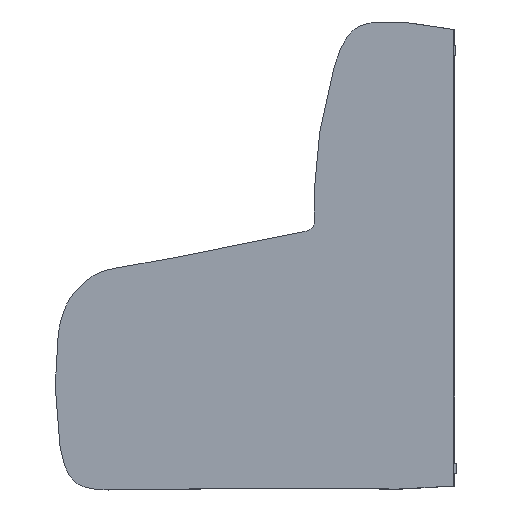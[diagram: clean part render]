
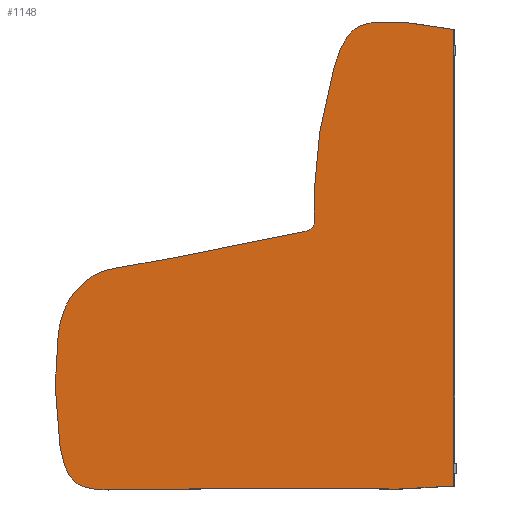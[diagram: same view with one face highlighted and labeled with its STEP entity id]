
A CAD part, left-side view. The second image highlights one B-rep face of the part: STEP entity #1148.
In plain terms, the highlighted face is planar.
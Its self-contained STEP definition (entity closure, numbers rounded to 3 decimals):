
#40=B_SPLINE_CURVE_WITH_KNOTS('',5,(#2038,#2039,#2040,#2041,#2042,#2043,
#2044,#2045,#2046,#2047,#2048,#2049,#2050,#2051,#2052,#2053,#2054,#2055,
#2056,#2057,#2058,#2059,#2060,#2061,#2062,#2063,#2064,#2065,#2066,#2067,
#2068,#2069,#2070,#2071,#2072,#2073,#2074,#2075,#2076,#2077,#2078,#2079,
#2080,#2081,#2082),.UNSPECIFIED.,.F.,.F.,(6,1,1,1,1,1,1,1,1,1,1,1,1,1,1,
1,1,1,1,1,1,1,1,1,1,1,1,1,1,1,1,1,1,1,1,1,1,1,1,1,6),(0.,0.025,0.05,0.075,
0.1,0.125,0.15,0.175,0.2,0.225,0.25,0.275,0.3,0.325,0.35,0.375,0.4,0.425,
0.45,0.475,0.5,0.525,0.55,0.575,0.6,0.625,0.65,0.675,0.7,0.725,0.75,0.775,
0.8,0.825,0.85,0.875,0.9,0.925,0.95,0.975,1.),.UNSPECIFIED.);
#179=LINE('',#2086,#291);
#291=VECTOR('',#1576,10.);
#338=PLANE('',#1257);
#418=FACE_OUTER_BOUND('',#498,.T.);
#498=EDGE_LOOP('',(#1067,#1068));
#629=VERTEX_POINT('',#2035);
#630=VERTEX_POINT('',#2037);
#773=EDGE_CURVE('',#630,#629,#40,.T.);
#776=EDGE_CURVE('',#629,#630,#179,.T.);
#1067=ORIENTED_EDGE('',*,*,#776,.T.);
#1068=ORIENTED_EDGE('',*,*,#773,.T.);
#1148=ADVANCED_FACE('',(#418),#338,.F.);
#1257=AXIS2_PLACEMENT_3D('',#2088,#1579,#1580);
#1576=DIRECTION('',(0.,0.,-1.));
#1579=DIRECTION('center_axis',(0.,1.,0.));
#1580=DIRECTION('ref_axis',(0.,0.,1.));
#2035=CARTESIAN_POINT('',(5.,0.,454.205));
#2037=CARTESIAN_POINT('',(5.,0.,10.088));
#2038=CARTESIAN_POINT('Ctrl Pts',(5.,0.,10.088));
#2039=CARTESIAN_POINT('Ctrl Pts',(6.503,0.,9.675));
#2040=CARTESIAN_POINT('Ctrl Pts',(10.911,0.,8.707));
#2041=CARTESIAN_POINT('Ctrl Pts',(21.727,0.,6.834));
#2042=CARTESIAN_POINT('Ctrl Pts',(42.847,0.,3.843));
#2043=CARTESIAN_POINT('Ctrl Pts',(71.771,0.,1.463));
#2044=CARTESIAN_POINT('Ctrl Pts',(95.034,0.,3.601));
#2045=CARTESIAN_POINT('Ctrl Pts',(108.453,0.,13.828));
#2046=CARTESIAN_POINT('Ctrl Pts',(118.685,0.,36.254));
#2047=CARTESIAN_POINT('Ctrl Pts',(127.622,0.,69.047));
#2048=CARTESIAN_POINT('Ctrl Pts',(135.118,0.,107.284));
#2049=CARTESIAN_POINT('Ctrl Pts',(139.885,0.,144.465));
#2050=CARTESIAN_POINT('Ctrl Pts',(141.103,0.,174.602));
#2051=CARTESIAN_POINT('Ctrl Pts',(139.507,0.,193.847));
#2052=CARTESIAN_POINT('Ctrl Pts',(139.234,0.,202.861));
#2053=CARTESIAN_POINT('Ctrl Pts',(147.567,0.,207.07));
#2054=CARTESIAN_POINT('Ctrl Pts',(169.198,0.,211.59));
#2055=CARTESIAN_POINT('Ctrl Pts',(202.614,0.,217.995));
#2056=CARTESIAN_POINT('Ctrl Pts',(242.681,0.,225.789));
#2057=CARTESIAN_POINT('Ctrl Pts',(282.536,0.,233.339));
#2058=CARTESIAN_POINT('Ctrl Pts',(315.901,0.,239.215));
#2059=CARTESIAN_POINT('Ctrl Pts',(338.825,0.,242.877));
#2060=CARTESIAN_POINT('Ctrl Pts',(352.591,0.,246.766));
#2061=CARTESIAN_POINT('Ctrl Pts',(364.134,0.,255.228));
#2062=CARTESIAN_POINT('Ctrl Pts',(374.603,0.,266.181));
#2063=CARTESIAN_POINT('Ctrl Pts',(383.629,0.,279.299));
#2064=CARTESIAN_POINT('Ctrl Pts',(389.595,0.,300.559));
#2065=CARTESIAN_POINT('Ctrl Pts',(392.475,0.,329.554));
#2066=CARTESIAN_POINT('Ctrl Pts',(392.629,0.,363.185));
#2067=CARTESIAN_POINT('Ctrl Pts',(390.662,0.,396.482));
#2068=CARTESIAN_POINT('Ctrl Pts',(386.833,0.,424.549));
#2069=CARTESIAN_POINT('Ctrl Pts',(380.696,0.,443.948));
#2070=CARTESIAN_POINT('Ctrl Pts',(370.539,0.,454.528));
#2071=CARTESIAN_POINT('Ctrl Pts',(354.159,0.,458.332));
#2072=CARTESIAN_POINT('Ctrl Pts',(329.679,0.,458.341));
#2073=CARTESIAN_POINT('Ctrl Pts',(296.495,0.,457.109));
#2074=CARTESIAN_POINT('Ctrl Pts',(255.667,0.,456.036));
#2075=CARTESIAN_POINT('Ctrl Pts',(209.358,0.,455.754));
#2076=CARTESIAN_POINT('Ctrl Pts',(160.505,0.,456.247));
#2077=CARTESIAN_POINT('Ctrl Pts',(112.395,0.,457.076));
#2078=CARTESIAN_POINT('Ctrl Pts',(68.286,0.,457.557));
#2079=CARTESIAN_POINT('Ctrl Pts',(38.469,0.,457.078));
#2080=CARTESIAN_POINT('Ctrl Pts',(20.091,0.,455.965));
#2081=CARTESIAN_POINT('Ctrl Pts',(9.717,0.,454.853));
#2082=CARTESIAN_POINT('Ctrl Pts',(5.,0.,454.205));
#2086=CARTESIAN_POINT('',(5.,0.,454.205));
#2088=CARTESIAN_POINT('Origin',(198.814,0.,229.902));
